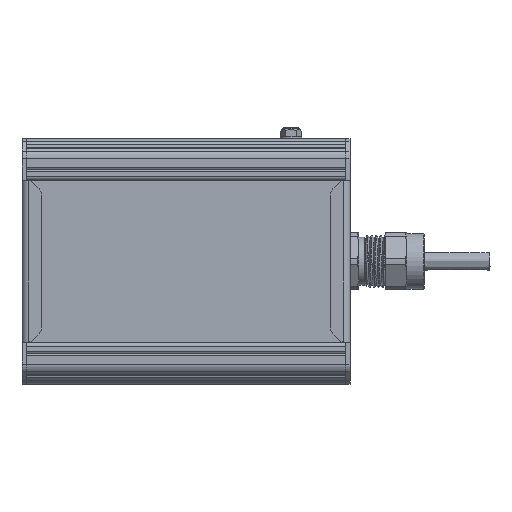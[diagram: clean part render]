
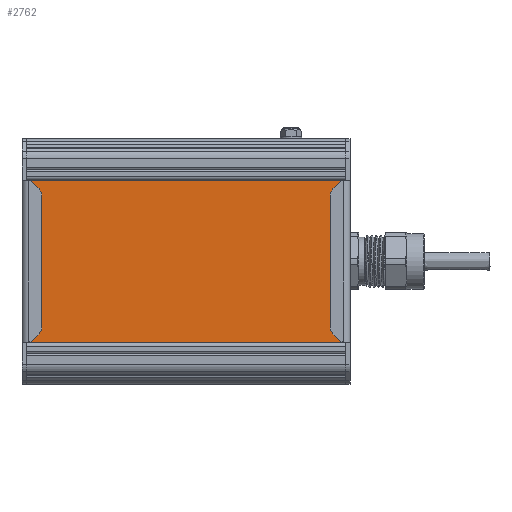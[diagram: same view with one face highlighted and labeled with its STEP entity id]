
A CAD part, front view. The second image highlights one B-rep face of the part: STEP entity #2762.
In plain terms, the highlighted face is planar.
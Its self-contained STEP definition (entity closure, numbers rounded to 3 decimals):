
#2762=ADVANCED_FACE('',(#9187),#9189,.T.);
#9187=FACE_BOUND('',#9188,.T.);
#9188=EDGE_LOOP('',(#31428,#31429,#31430,#31431));
#9189=PLANE('',#9190);
#9190=AXIS2_PLACEMENT_3D('',#9191,#9192,#9193);
#9191=CARTESIAN_POINT('',(120.465,593.492,117.308));
#9192=DIRECTION('',(0.,0.,-1.));
#9193=DIRECTION('',(0.,1.,0.));
#31428=ORIENTED_EDGE('',*,*,#35200,.T.);
#31429=ORIENTED_EDGE('',*,*,#35199,.F.);
#31430=ORIENTED_EDGE('',*,*,#35201,.T.);
#31431=ORIENTED_EDGE('',*,*,#35202,.T.);
#35199=EDGE_CURVE('',#38159,#38157,#38161,.T.);
#35200=EDGE_CURVE('',#38162,#38157,#38163,.T.);
#35201=EDGE_CURVE('',#38159,#38164,#38165,.T.);
#35202=EDGE_CURVE('',#38164,#38162,#38166,.T.);
#38157=VERTEX_POINT('',#47916);
#38159=VERTEX_POINT('',#47920);
#38161=LINE('',#47924,#47925);
#38162=VERTEX_POINT('',#47927);
#38163=LINE('',#47928,#47929);
#38164=VERTEX_POINT('',#47931);
#38165=LINE('',#47932,#47933);
#38166=LINE('',#47935,#47936);
#47916=CARTESIAN_POINT('',(266.465,593.492,117.308));
#47920=CARTESIAN_POINT('',(120.465,593.492,117.308));
#47924=CARTESIAN_POINT('',(120.465,593.492,117.308));
#47925=VECTOR('',#47926,1.);
#47926=DIRECTION('',(1.,0.,0.));
#47927=CARTESIAN_POINT('',(266.465,679.838,117.308));
#47928=CARTESIAN_POINT('',(266.465,679.838,117.308));
#47929=VECTOR('',#47930,1.);
#47930=DIRECTION('',(0.,-1.,0.));
#47931=CARTESIAN_POINT('',(120.465,679.838,117.308));
#47932=CARTESIAN_POINT('',(120.465,593.492,117.308));
#47933=VECTOR('',#47934,1.);
#47934=DIRECTION('',(0.,1.,0.));
#47935=CARTESIAN_POINT('',(120.465,679.838,117.308));
#47936=VECTOR('',#47937,1.);
#47937=DIRECTION('',(1.,0.,0.));
